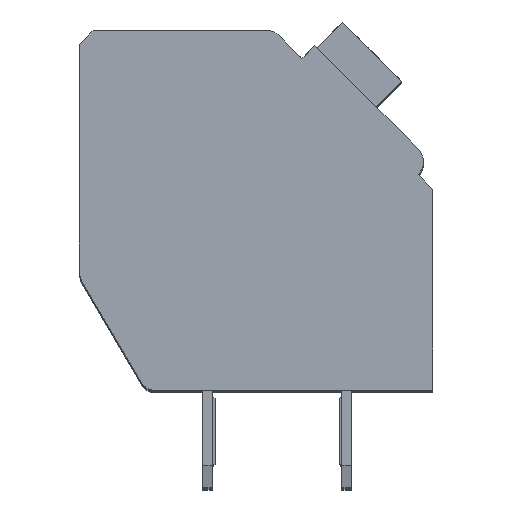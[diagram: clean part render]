
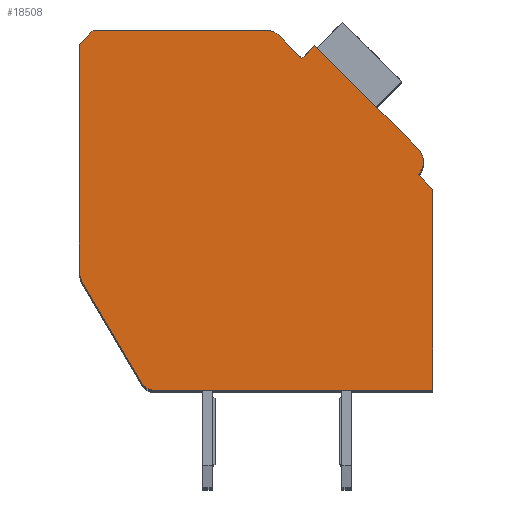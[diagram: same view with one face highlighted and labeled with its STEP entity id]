
A CAD part, top view. The second image highlights one B-rep face of the part: STEP entity #18508.
In plain terms, the highlighted planar face has unit normal (0, 0, 1).
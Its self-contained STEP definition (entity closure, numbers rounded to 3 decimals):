
#1605=DIRECTION('',(0.,-1.,0.));
#1606=VECTOR('',#1605,8.053);
#1607=CARTESIAN_POINT('',(-12.7,12.4,2.1));
#1608=LINE('',#1607,#1606);
#1609=DIRECTION('',(-0.707,-0.707,0.));
#1610=VECTOR('',#1609,0.707);
#1611=CARTESIAN_POINT('',(-12.2,12.9,2.1));
#1612=LINE('',#1611,#1610);
#1613=DIRECTION('',(-1.,0.,0.));
#1614=VECTOR('',#1613,6.298);
#1615=CARTESIAN_POINT('',(-5.902,12.9,2.1));
#1616=LINE('',#1615,#1614);
#1617=CARTESIAN_POINT('',(-5.902,12.4,2.1));
#1618=DIRECTION('',(0.,0.,1.));
#1619=DIRECTION('',(0.707,0.707,0.));
#1620=AXIS2_PLACEMENT_3D('',#1617,#1618,#1619);
#1622=DIRECTION('',(-0.707,0.707,0.));
#1623=VECTOR('',#1622,1.197);
#1624=CARTESIAN_POINT('',(-4.702,11.907,2.1));
#1625=LINE('',#1624,#1623);
#1626=DIRECTION('',(-0.707,-0.707,0.));
#1627=VECTOR('',#1626,0.65);
#1628=CARTESIAN_POINT('',(-4.243,12.367,2.1));
#1629=LINE('',#1628,#1627);
#1630=DIRECTION('',(-0.707,0.707,0.));
#1631=VECTOR('',#1630,5.25);
#1632=CARTESIAN_POINT('',(-0.53,8.655,2.1));
#1633=LINE('',#1632,#1631);
#1634=CARTESIAN_POINT('',(-0.99,8.195,2.1));
#1635=DIRECTION('',(0.,0.,1.));
#1636=DIRECTION('',(0.707,-0.707,0.));
#1637=AXIS2_PLACEMENT_3D('',#1634,#1635,#1636);
#1639=DIRECTION('',(-0.707,0.707,0.));
#1640=VECTOR('',#1639,0.75);
#1641=CARTESIAN_POINT('',(0.,7.205,2.1));
#1642=LINE('',#1641,#1640);
#1643=DIRECTION('',(0.,1.,0.));
#1644=VECTOR('',#1643,7.205);
#1645=CARTESIAN_POINT('',(0.,0.,2.1));
#1646=LINE('',#1645,#1644);
#1647=DIRECTION('',(1.,0.,0.));
#1648=VECTOR('',#1647,10.014);
#1649=CARTESIAN_POINT('',(-10.014,0.,2.1));
#1650=LINE('',#1649,#1648);
#1651=CARTESIAN_POINT('',(-10.014,0.5,2.1));
#1652=DIRECTION('',(0.,0.,1.));
#1653=DIRECTION('',(-0.862,-0.508,0.));
#1654=AXIS2_PLACEMENT_3D('',#1651,#1652,#1653);
#1656=DIRECTION('',(0.508,-0.862,0.));
#1657=VECTOR('',#1656,4.17);
#1658=CARTESIAN_POINT('',(-12.562,3.839,2.1));
#1659=LINE('',#1658,#1657);
#1660=CARTESIAN_POINT('',(-11.7,4.347,2.1));
#1661=DIRECTION('',(0.,0.,1.));
#1662=DIRECTION('',(-1.,0.,0.));
#1663=AXIS2_PLACEMENT_3D('',#1660,#1661,#1662);
#12829=CARTESIAN_POINT('',(-12.7,12.4,2.1));
#12830=CARTESIAN_POINT('',(-12.7,4.347,2.1));
#12831=VERTEX_POINT('',#12829);
#12832=VERTEX_POINT('',#12830);
#12833=CARTESIAN_POINT('',(-12.562,3.839,2.1));
#12834=VERTEX_POINT('',#12833);
#12835=CARTESIAN_POINT('',(-10.445,0.246,2.1));
#12836=VERTEX_POINT('',#12835);
#12837=CARTESIAN_POINT('',(-10.014,0.,2.1));
#12838=VERTEX_POINT('',#12837);
#12839=CARTESIAN_POINT('',(0.,0.,2.1));
#12840=VERTEX_POINT('',#12839);
#12841=CARTESIAN_POINT('',(0.,7.205,2.1));
#12842=VERTEX_POINT('',#12841);
#12843=CARTESIAN_POINT('',(-0.53,7.735,2.1));
#12844=VERTEX_POINT('',#12843);
#12845=CARTESIAN_POINT('',(-0.53,8.655,2.1));
#12846=VERTEX_POINT('',#12845);
#12847=CARTESIAN_POINT('',(-4.243,12.367,2.1));
#12848=VERTEX_POINT('',#12847);
#12849=CARTESIAN_POINT('',(-4.702,11.907,2.1));
#12850=VERTEX_POINT('',#12849);
#12851=CARTESIAN_POINT('',(-5.548,12.754,2.1));
#12852=VERTEX_POINT('',#12851);
#12853=CARTESIAN_POINT('',(-5.902,12.9,2.1));
#12854=VERTEX_POINT('',#12853);
#12855=CARTESIAN_POINT('',(-12.2,12.9,2.1));
#12856=VERTEX_POINT('',#12855);
#18478=CARTESIAN_POINT('',(0.,0.,2.1));
#18479=DIRECTION('',(0.,0.,1.));
#18480=DIRECTION('',(1.,0.,0.));
#18481=AXIS2_PLACEMENT_3D('',#18478,#18479,#18480);
#18482=PLANE('',#18481);
#18483=ORIENTED_EDGE('',*,*,#16741,.F.);
#18485=ORIENTED_EDGE('',*,*,#18484,.F.);
#18487=ORIENTED_EDGE('',*,*,#18486,.F.);
#18489=ORIENTED_EDGE('',*,*,#18488,.F.);
#18491=ORIENTED_EDGE('',*,*,#18490,.F.);
#18493=ORIENTED_EDGE('',*,*,#18492,.F.);
#18495=ORIENTED_EDGE('',*,*,#18494,.F.);
#18497=ORIENTED_EDGE('',*,*,#18496,.F.);
#18499=ORIENTED_EDGE('',*,*,#18498,.F.);
#18500=ORIENTED_EDGE('',*,*,#17072,.F.);
#18501=ORIENTED_EDGE('',*,*,#18294,.F.);
#18502=ORIENTED_EDGE('',*,*,#17913,.F.);
#18503=ORIENTED_EDGE('',*,*,#17673,.F.);
#18505=ORIENTED_EDGE('',*,*,#18504,.F.);
#18506=EDGE_LOOP('',(#18483,#18485,#18487,#18489,#18491,#18493,#18495,#18497,
#18499,#18500,#18501,#18502,#18503,#18505));
#18507=FACE_OUTER_BOUND('',#18506,.F.);
#1621=CIRCLE('',#1620,0.5);
#1638=CIRCLE('',#1637,0.65);
#1655=CIRCLE('',#1654,0.5);
#1664=CIRCLE('',#1663,1.);
#16741=EDGE_CURVE('',#12831,#12832,#1608,.T.);
#17072=EDGE_CURVE('',#12840,#12842,#1646,.T.);
#17673=EDGE_CURVE('',#12834,#12836,#1659,.T.);
#17913=EDGE_CURVE('',#12836,#12838,#1655,.T.);
#18294=EDGE_CURVE('',#12838,#12840,#1650,.T.);
#18484=EDGE_CURVE('',#12856,#12831,#1612,.T.);
#18486=EDGE_CURVE('',#12854,#12856,#1616,.T.);
#18488=EDGE_CURVE('',#12852,#12854,#1621,.T.);
#18490=EDGE_CURVE('',#12850,#12852,#1625,.T.);
#18492=EDGE_CURVE('',#12848,#12850,#1629,.T.);
#18494=EDGE_CURVE('',#12846,#12848,#1633,.T.);
#18496=EDGE_CURVE('',#12844,#12846,#1638,.T.);
#18498=EDGE_CURVE('',#12842,#12844,#1642,.T.);
#18504=EDGE_CURVE('',#12832,#12834,#1664,.T.);
#18508=ADVANCED_FACE('',(#18507),#18482,.T.);
